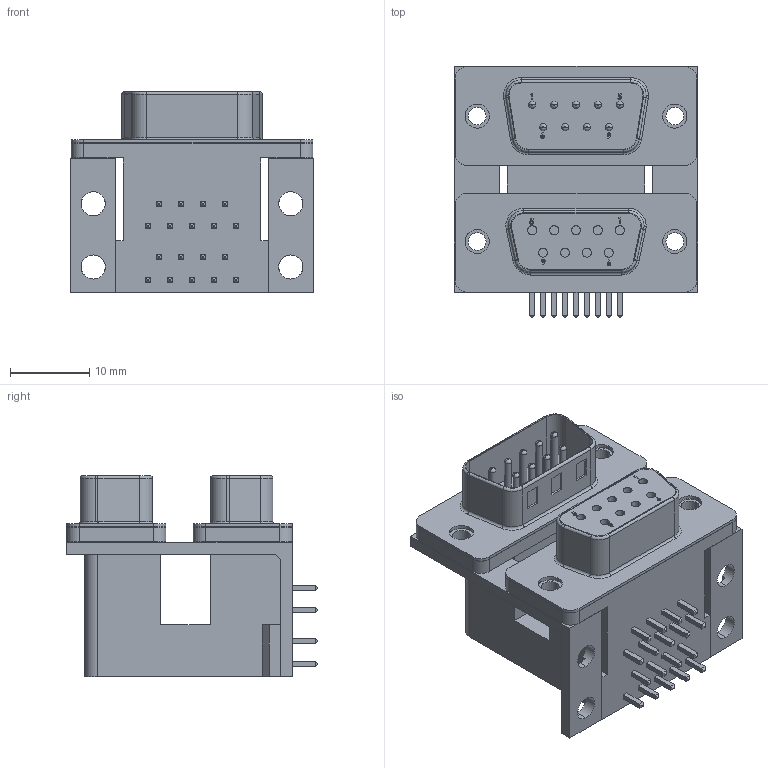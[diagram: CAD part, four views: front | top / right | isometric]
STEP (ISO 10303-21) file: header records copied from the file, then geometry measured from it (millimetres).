
FILE_DESCRIPTION (( 'STEP AP214' ), '1' );
FILE_NAME ('189-009-413.STEP', '2015-07-13T14:51:09', ( '' ), ( '' ), 'SwSTEP 2.0', 'SolidWorks 2014', '' );
FILE_SCHEMA (( 'AUTOMOTIVE_DESIGN' ));
Length unit declared in the file: inch
Products named in the file (1): 189-009-413
Bounding box: 30.81 x 31.78 x 25.43 mm (x, y, z)
Volume: 9912.3 mm3; surface area: 7751.2 mm2
Topology: 1 solids, 1 shells, 575 faces, 1417 edges, 902 vertices
Faces by surface type: plane 362, cylinder 127, bspline 48, torus 38
Entity records: 13344 total; most frequent: CARTESIAN_POINT 3166, ORIENTED_EDGE 2834, EDGE_CURVE 1417, LINE 939, VERTEX_POINT 902, EDGE_LOOP 665, AXIS2_PLACEMENT_3D 630, ADVANCED_FACE 575
